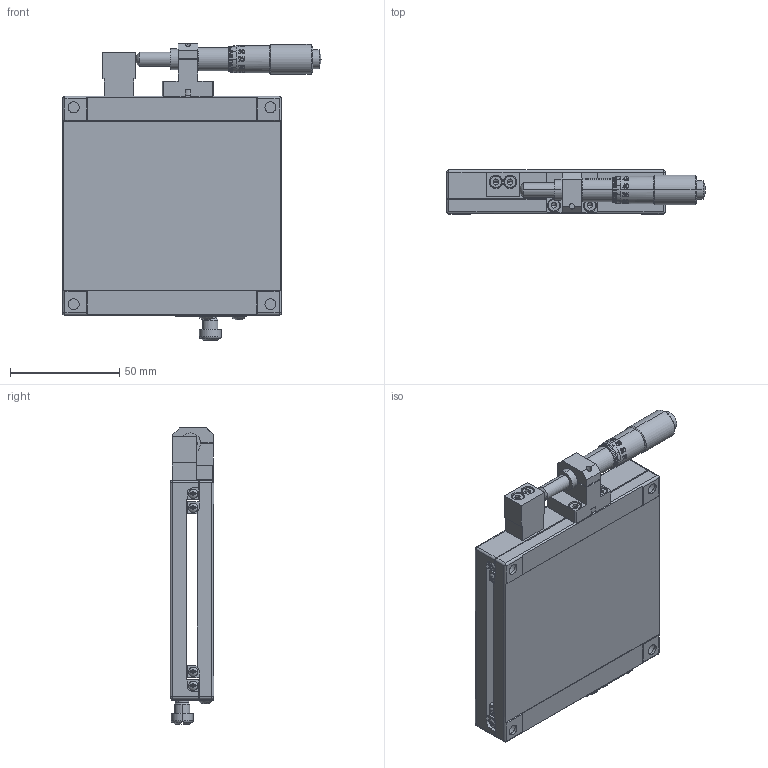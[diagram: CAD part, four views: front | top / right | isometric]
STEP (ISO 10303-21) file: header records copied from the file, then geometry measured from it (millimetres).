
FILE_DESCRIPTION (( 'STEP AP203' ), '1' );
FILE_NAME ('MX100-SS(«¬¿ý).STEP', '2013-05-09T06:34:14', ( '123' ), ( '' ), 'SwSTEP 2.0', 'SolidWorks 2013', '' );
FILE_SCHEMA (( 'CONFIG_CONTROL_DESIGN' ));
Length unit declared in the file: millimetre
Products named in the file (4): Group1^MX100-SS(型錄); Group2^MX100-SS(型錄); SC03B020_SCM435化鎳; MX100-SS(型錄)
Assembly tree (6 placements, depth 2):
  MX100-SS(型錄)
    Group1^MX100-SS(型錄)
    Group2^MX100-SS(型錄)
    SC03B020_SCM435化鎳  x4
Bounding box: 118.25 x 20 x 135.4 mm (x, y, z)
Volume: 175472.4 mm3; surface area: 61062.3 mm2
Topology: 6 solids, 6 shells, 2061 faces, 5494 edges, 3536 vertices
Faces by surface type: plane 1222, cylinder 379, bspline 312, cone 96, sphere 30, torus 22
Entity records: 94827 total; most frequent: CARTESIAN_POINT 46432, ORIENTED_EDGE 10584, DIRECTION 9000, EDGE_CURVE 5292, VERTEX_POINT 3437, LINE 3166, VECTOR 3166, AXIS2_PLACEMENT_3D 2917
